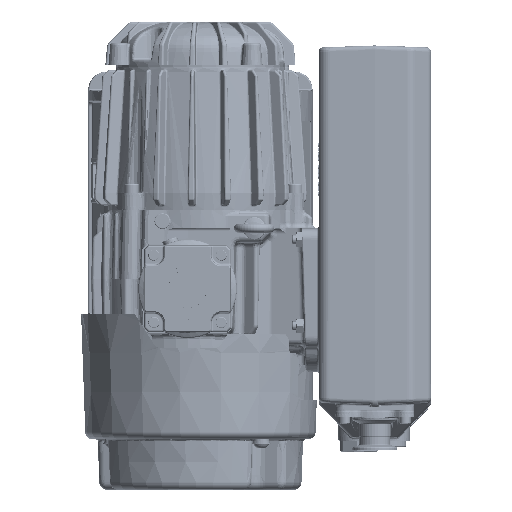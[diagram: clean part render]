
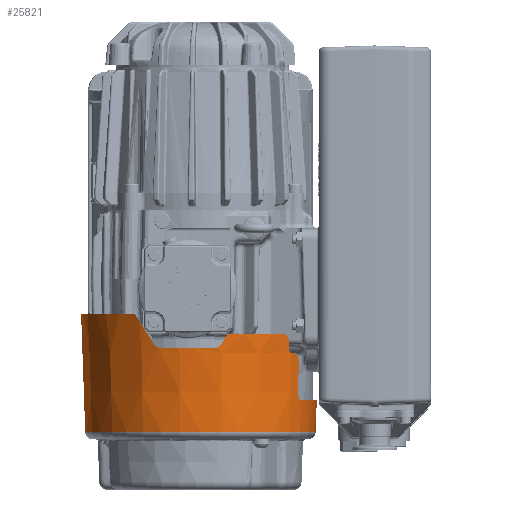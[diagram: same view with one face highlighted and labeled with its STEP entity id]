
A CAD part, top view. The second image highlights one B-rep face of the part: STEP entity #25821.
In plain terms, the highlighted conical face has half-angle 2 degrees and reference radius 102.5 mm.
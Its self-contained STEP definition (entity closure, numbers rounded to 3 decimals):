
#2735=B_SPLINE_CURVE_WITH_KNOTS('',3,(#175412,#175413,#175414,#175415),
 .UNSPECIFIED.,.F.,.F.,(4,4),(0.,1.),.UNSPECIFIED.);
#2739=B_SPLINE_CURVE_WITH_KNOTS('',3,(#175445,#175446,#175447,#175448,#175449,
#175450),.UNSPECIFIED.,.F.,.F.,(4,2,4),(0.,0.5,1.),.UNSPECIFIED.);
#2758=B_SPLINE_CURVE_WITH_KNOTS('',3,(#175799,#175800,#175801,#175802,#175803,
#175804),.UNSPECIFIED.,.F.,.F.,(4,2,4),(0.,0.5,1.),.UNSPECIFIED.);
#2759=B_SPLINE_CURVE_WITH_KNOTS('',3,(#175806,#175807,#175808,#175809),
 .UNSPECIFIED.,.F.,.F.,(4,4),(0.,1.),.UNSPECIFIED.);
#2760=B_SPLINE_CURVE_WITH_KNOTS('',3,(#175817,#175818,#175819,#175820),
 .UNSPECIFIED.,.F.,.F.,(4,4),(0.,1.),.UNSPECIFIED.);
#2761=B_SPLINE_CURVE_WITH_KNOTS('',3,(#175824,#175825,#175826,#175827),
 .UNSPECIFIED.,.F.,.F.,(4,4),(0.,1.),.UNSPECIFIED.);
#10004=ELLIPSE('',#106574,147.352,105.037);
#10005=ELLIPSE('',#106576,148.23,105.663);
#10006=ELLIPSE('',#106578,194.968,104.599);
#10007=ELLIPSE('',#106580,192.615,103.336);
#10834=CONICAL_SURFACE('',#106581,102.5,2.);
#14899=LINE('',#175794,#20132);
#14900=LINE('',#175830,#20133);
#20132=VECTOR('',#123653,1.);
#20133=VECTOR('',#123668,1.);
#25821=ADVANCED_FACE('',(#32468),#10834,.T.);
#32468=FACE_OUTER_BOUND('',#38815,.T.);
#38815=EDGE_LOOP('',(#55098,#55099,#55100,#55101,#55102,#55103,#55104,#55105,
#55106,#55107,#55108,#55109,#55110,#55111,#55112,#55113,#55114,#55115));
#55098=ORIENTED_EDGE('',*,*,#88652,.T.);
#55099=ORIENTED_EDGE('',*,*,#88653,.F.);
#55100=ORIENTED_EDGE('',*,*,#88641,.F.);
#55101=ORIENTED_EDGE('',*,*,#88533,.T.);
#55102=ORIENTED_EDGE('',*,*,#88526,.F.);
#55103=ORIENTED_EDGE('',*,*,#88654,.T.);
#55104=ORIENTED_EDGE('',*,*,#88655,.F.);
#55105=ORIENTED_EDGE('',*,*,#88656,.T.);
#55106=ORIENTED_EDGE('',*,*,#88657,.F.);
#55107=ORIENTED_EDGE('',*,*,#88658,.T.);
#55108=ORIENTED_EDGE('',*,*,#88659,.T.);
#55109=ORIENTED_EDGE('',*,*,#88660,.T.);
#55110=ORIENTED_EDGE('',*,*,#88661,.T.);
#55111=ORIENTED_EDGE('',*,*,#88662,.T.);
#55112=ORIENTED_EDGE('',*,*,#88663,.T.);
#55113=ORIENTED_EDGE('',*,*,#88664,.T.);
#55114=ORIENTED_EDGE('',*,*,#88649,.T.);
#55115=ORIENTED_EDGE('',*,*,#88665,.T.);
#77039=VERTEX_POINT('',#175411);
#77040=VERTEX_POINT('',#175416);
#77046=VERTEX_POINT('',#175451);
#77133=VERTEX_POINT('',#175748);
#77137=VERTEX_POINT('',#175785);
#77138=VERTEX_POINT('',#175787);
#77139=VERTEX_POINT('',#175792);
#77140=VERTEX_POINT('',#175793);
#77141=VERTEX_POINT('',#175796);
#77142=VERTEX_POINT('',#175798);
#77143=VERTEX_POINT('',#175805);
#77144=VERTEX_POINT('',#175810);
#77145=VERTEX_POINT('',#175812);
#77146=VERTEX_POINT('',#175814);
#77147=VERTEX_POINT('',#175816);
#77148=VERTEX_POINT('',#175821);
#77149=VERTEX_POINT('',#175823);
#77150=VERTEX_POINT('',#175828);
#88526=EDGE_CURVE('',#77039,#77040,#2735,.T.);
#88533=EDGE_CURVE('',#77046,#77040,#2739,.T.);
#88641=EDGE_CURVE('',#77046,#77133,#99624,.T.);
#88649=EDGE_CURVE('',#77138,#77137,#99627,.T.);
#88652=EDGE_CURVE('',#77139,#77140,#99628,.T.);
#88653=EDGE_CURVE('',#77133,#77140,#14899,.T.);
#88654=EDGE_CURVE('',#77039,#77141,#10004,.T.);
#88655=EDGE_CURVE('',#77142,#77141,#99629,.T.);
#88656=EDGE_CURVE('',#77142,#77143,#2758,.T.);
#88657=EDGE_CURVE('',#77144,#77143,#2759,.T.);
#88658=EDGE_CURVE('',#77144,#77145,#10005,.T.);
#88659=EDGE_CURVE('',#77145,#77146,#99630,.T.);
#88660=EDGE_CURVE('',#77146,#77147,#10006,.T.);
#88661=EDGE_CURVE('',#77147,#77148,#2760,.T.);
#88662=EDGE_CURVE('',#77148,#77149,#99631,.T.);
#88663=EDGE_CURVE('',#77149,#77150,#2761,.T.);
#88664=EDGE_CURVE('',#77150,#77138,#10007,.T.);
#88665=EDGE_CURVE('',#77137,#77139,#14900,.T.);
#99624=CIRCLE('',#106565,103.722);
#99627=CIRCLE('',#106570,106.411);
#99628=CIRCLE('',#106573,102.736);
#99629=CIRCLE('',#106575,105.171);
#99630=CIRCLE('',#106577,105.783);
#99631=CIRCLE('',#106579,105.346);
#106565=AXIS2_PLACEMENT_3D('',#175747,#123631,#123632);
#106570=AXIS2_PLACEMENT_3D('',#175786,#123644,#123645);
#106573=AXIS2_PLACEMENT_3D('',#175791,#123651,#123652);
#106574=AXIS2_PLACEMENT_3D('',#175795,#123654,#123655);
#106575=AXIS2_PLACEMENT_3D('',#175797,#123656,#123657);
#106576=AXIS2_PLACEMENT_3D('',#175811,#123658,#123659);
#106577=AXIS2_PLACEMENT_3D('',#175813,#123660,#123661);
#106578=AXIS2_PLACEMENT_3D('',#175815,#123662,#123663);
#106579=AXIS2_PLACEMENT_3D('',#175822,#123664,#123665);
#106580=AXIS2_PLACEMENT_3D('',#175829,#123666,#123667);
#106581=AXIS2_PLACEMENT_3D('',#175831,#123669,#123670);
#123631=DIRECTION('',(0.,1.,0.));
#123632=DIRECTION('',(0.,0.,-1.));
#123644=DIRECTION('',(0.,-1.,0.));
#123645=DIRECTION('',(0.,0.,-1.));
#123651=DIRECTION('',(0.,1.,0.));
#123652=DIRECTION('',(0.,0.,-1.));
#123653=DIRECTION('',(-0.035,-0.999,0.));
#123654=DIRECTION('',(-0.382,-0.713,0.588));
#123655=DIRECTION('',(-0.388,0.701,0.598));
#123656=DIRECTION('',(0.,1.,0.));
#123657=DIRECTION('',(0.,0.,-1.));
#123658=DIRECTION('',(-0.464,-0.713,0.525));
#123659=DIRECTION('',(-0.473,0.701,0.534));
#123660=DIRECTION('',(0.,-1.,0.));
#123661=DIRECTION('',(0.,0.,1.));
#123662=DIRECTION('',(0.843,-0.537,0.));
#123663=DIRECTION('',(0.537,0.843,0.));
#123664=DIRECTION('',(0.,-1.,0.));
#123665=DIRECTION('',(-1.,0.,0.));
#123666=DIRECTION('',(-0.843,-0.537,0.));
#123667=DIRECTION('',(-0.537,0.843,0.));
#123668=DIRECTION('',(0.035,-0.999,0.));
#123669=DIRECTION('',(0.,1.,0.));
#123670=DIRECTION('',(0.,0.,-1.));
#175411=CARTESIAN_POINT('',(99.209,-83.899,41.524));
#175412=CARTESIAN_POINT('',(99.209,-83.899,41.524));
#175413=CARTESIAN_POINT('',(99.002,-94.429,41.17));
#175414=CARTESIAN_POINT('',(98.794,-104.958,40.816));
#175415=CARTESIAN_POINT('',(98.586,-115.487,40.462));
#175416=CARTESIAN_POINT('',(98.586,-115.487,40.462));
#175445=CARTESIAN_POINT('',(101.067,-120.4,36.112));
#175446=CARTESIAN_POINT('',(100.408,-120.4,37.241));
#175447=CARTESIAN_POINT('',(99.755,-119.872,38.339));
#175448=CARTESIAN_POINT('',(98.826,-118.064,39.932));
#175449=CARTESIAN_POINT('',(98.56,-116.793,40.418));
#175450=CARTESIAN_POINT('',(98.586,-115.487,40.462));
#175451=CARTESIAN_POINT('',(101.067,-120.4,36.112));
#175747=CARTESIAN_POINT('',(11.5,-120.4,-16.195));
#175748=CARTESIAN_POINT('',(115.222,-120.4,-16.195));
#175785=CARTESIAN_POINT('',(-94.911,-43.4,-16.195));
#175786=CARTESIAN_POINT('',(11.5,-43.4,-16.195));
#175787=CARTESIAN_POINT('',(-47.431,-43.4,72.408));
#175791=CARTESIAN_POINT('',(11.5,-148.644,-16.195));
#175792=CARTESIAN_POINT('',(-91.236,-148.644,-16.195));
#175793=CARTESIAN_POINT('',(114.236,-148.644,-16.195));
#175794=CARTESIAN_POINT('',(114.,-155.4,-16.195));
#175795=CARTESIAN_POINT('',(9.536,-80.981,-13.17));
#175796=CARTESIAN_POINT('',(96.456,-78.9,45.802));
#175797=CARTESIAN_POINT('',(11.5,-78.9,-16.195));
#175798=CARTESIAN_POINT('',(93.439,-78.9,49.738));
#175799=CARTESIAN_POINT('',(93.439,-78.9,49.738));
#175800=CARTESIAN_POINT('',(92.619,-78.9,50.756));
#175801=CARTESIAN_POINT('',(91.811,-78.372,51.746));
#175802=CARTESIAN_POINT('',(90.657,-76.564,53.183));
#175803=CARTESIAN_POINT('',(90.321,-75.293,53.625));
#175804=CARTESIAN_POINT('',(90.34,-73.987,53.672));
#175805=CARTESIAN_POINT('',(90.34,-73.987,53.672));
#175806=CARTESIAN_POINT('',(90.451,-66.399,53.947));
#175807=CARTESIAN_POINT('',(90.414,-68.929,53.855));
#175808=CARTESIAN_POINT('',(90.377,-71.458,53.763));
#175809=CARTESIAN_POINT('',(90.34,-73.987,53.672));
#175810=CARTESIAN_POINT('',(90.451,-66.399,53.947));
#175811=CARTESIAN_POINT('',(9.096,-63.048,-13.477));
#175812=CARTESIAN_POINT('',(87.111,-61.4,57.784));
#175813=CARTESIAN_POINT('',(11.5,-61.4,-16.195));
#175814=CARTESIAN_POINT('',(35.963,-61.4,86.72));
#175815=CARTESIAN_POINT('',(17.242,-90.786,-16.195));
#175816=CARTESIAN_POINT('',(29.474,-71.586,87.689));
#175817=CARTESIAN_POINT('',(29.474,-71.586,87.689));
#175818=CARTESIAN_POINT('',(28.563,-73.017,87.796));
#175819=CARTESIAN_POINT('',(26.941,-73.9,88.027));
#175820=CARTESIAN_POINT('',(25.257,-73.9,88.249));
#175821=CARTESIAN_POINT('',(25.257,-73.9,88.249));
#175822=CARTESIAN_POINT('',(11.5,-73.9,-16.195));
#175823=CARTESIAN_POINT('',(-25.257,-73.9,82.531));
#175824=CARTESIAN_POINT('',(-25.257,-73.9,82.531));
#175825=CARTESIAN_POINT('',(-26.917,-73.9,81.913));
#175826=CARTESIAN_POINT('',(-28.538,-73.055,81.283));
#175827=CARTESIAN_POINT('',(-29.474,-71.586,80.944));
#175828=CARTESIAN_POINT('',(-29.474,-71.586,80.944));
#175829=CARTESIAN_POINT('',(5.827,-126.998,-16.195));
#175830=CARTESIAN_POINT('',(-91.,-155.4,-16.195));
#175831=CARTESIAN_POINT('',(11.5,-155.4,-16.195));
